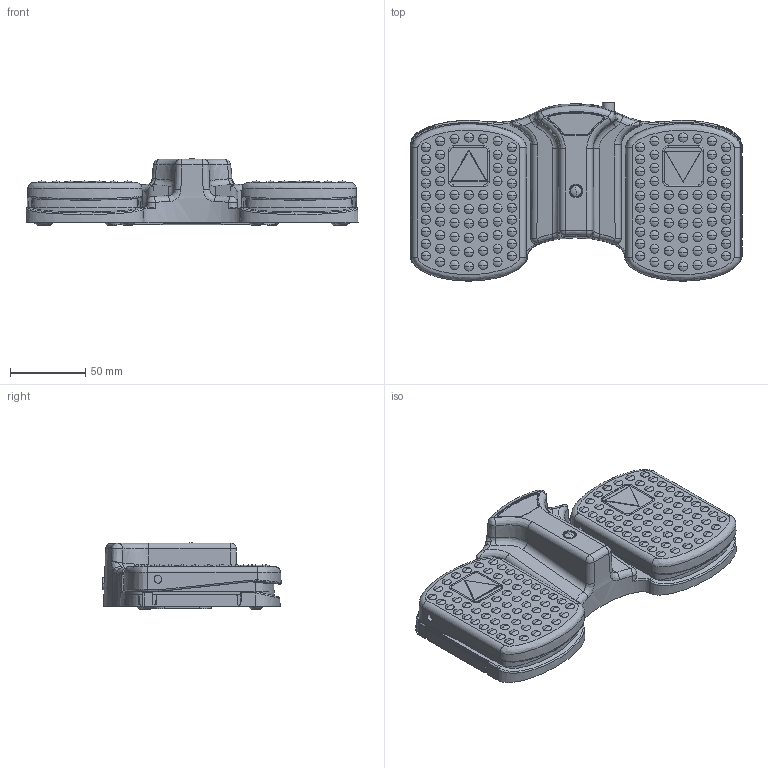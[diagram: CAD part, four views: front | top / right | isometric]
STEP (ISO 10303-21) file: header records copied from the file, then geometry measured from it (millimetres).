
FILE_DESCRIPTION (( 'STEP AP203' ), '1' );
FILE_NAME ('Fussschalter_FP2.STEP', '2005-02-08T07:04:33', ( '' ), ( '' ), 'SwSTEP 2.0', 'SolidWorks 2004251', '' );
FILE_SCHEMA (( 'CONFIG_CONTROL_DESIGN' ));
Products named in the file (10): LED_Kappe_Standard; Stopfen_Gleiter_Stopfen Fußshalter; Fussschalter_FP2; Gehaeuse UT_mit Entwaesserungslloecher; Mutter_M4_DIN EN 24032_ID 22495; Pedal 7_up; Pedal 7_down; DIN 7981 2,9x9,5_Standard; Kabel 7_Standard; Deckel 190404_mit Dom
Assembly tree (22 placements, depth 2):
  Fussschalter_FP2
    Mutter_M4_DIN EN 24032_ID 22495  x4
    Pedal 7_down
    Stopfen_Gleiter_Stopfen Fußshalter  x8
    DIN 7981 2,9x9,5_Standard  x4
    Pedal 7_up
    Deckel 190404_mit Dom
    Gehaeuse UT_mit Entwaesserungslloecher
    Kabel 7_Standard
    LED_Kappe_Standard
Bounding box: 220 x 118.09 x 44.4 mm (x, y, z)
Volume: 211636.7 mm3; surface area: 162305.6 mm2
Topology: 22 solids, 22 shells, 2051 faces, 4967 edges, 3149 vertices
Faces by surface type: plane 668, cylinder 506, sphere 276, cone 274, bspline 241, torus 86
Entity records: 197254 total; most frequent: CARTESIAN_POINT 154255, ORIENTED_EDGE 8936, DIRECTION 8273, EDGE_CURVE 4468, AXIS2_PLACEMENT_3D 3180, VERTEX_POINT 2847, EDGE_LOOP 2057, VECTOR 1913
